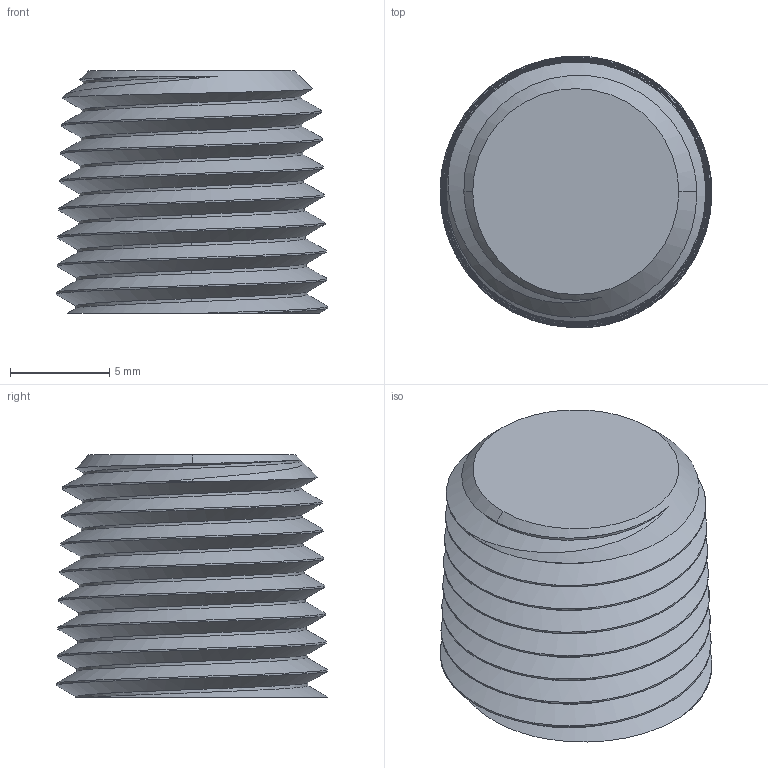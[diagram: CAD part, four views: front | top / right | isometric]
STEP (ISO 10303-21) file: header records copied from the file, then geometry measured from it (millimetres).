
FILE_DESCRIPTION(('FreeCAD Model'),'2;1');
FILE_NAME('Open CASCADE Shape Model','2024-06-03T16:42:09',(''),(''), 'Open CASCADE STEP processor 7.6','FreeCAD','Unknown');
FILE_SCHEMA(('AUTOMOTIVE_DESIGN { 1 0 10303 214 1 1 1 1 }'));
Length unit declared in the file: millimetre
Products named in the file (1): ThreadPlugNPT0p25in
Bounding box: 13.68 x 13.67 x 12.2 mm (x, y, z)
Volume: 1435.8 mm3; surface area: 1058.4 mm2
Topology: 1 solids, 1 shells, 27 faces, 75 edges, 50 vertices
Faces by surface type: cone 22, bspline 3, plane 2
Entity records: 3698 total; most frequent: CARTESIAN_POINT 3079, ORIENTED_EDGE 150, DIRECTION 83, EDGE_CURVE 75, VERTEX_POINT 50, B_SPLINE_CURVE_WITH_KNOTS 48, AXIS2_PLACEMENT_3D 31, ADVANCED_FACE 27
